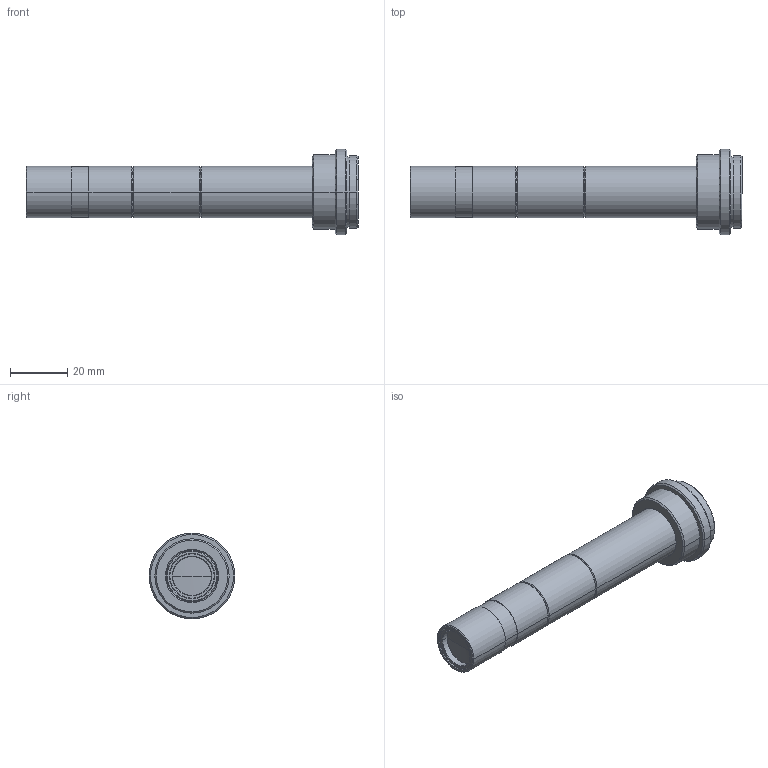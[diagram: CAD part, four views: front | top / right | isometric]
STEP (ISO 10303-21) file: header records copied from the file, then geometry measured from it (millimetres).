
FILE_DESCRIPTION (( 'STEP AP214' ), '1' );
FILE_NAME ('HR-6M-110 3D-Data.STEP', '2017-02-02T01:48:21', ( '' ), ( '' ), 'SwSTEP 2.0', 'SolidWorks 2016', '' );
FILE_SCHEMA (( 'AUTOMOTIVE_DESIGN' ));
Length unit declared in the file: millimetre
Products named in the file (2): HR-6M-110 3D-Data
Bounding box: 116.08 x 30 x 30 mm (x, y, z)
Volume: 32273.9 mm3; surface area: 9097.4 mm2
Topology: 1 solids, 1 shells, 76 faces, 150 edges, 87 vertices
Faces by surface type: cone 34, cylinder 28, plane 12, sphere 2
Entity records: 2835 total; most frequent: DIRECTION 394, CARTESIAN_POINT 315, ORIENTED_EDGE 300, AXIS2_PLACEMENT_3D 166, EDGE_CURVE 150, CIRCLE 88, VERTEX_POINT 87, EDGE_LOOP 87
